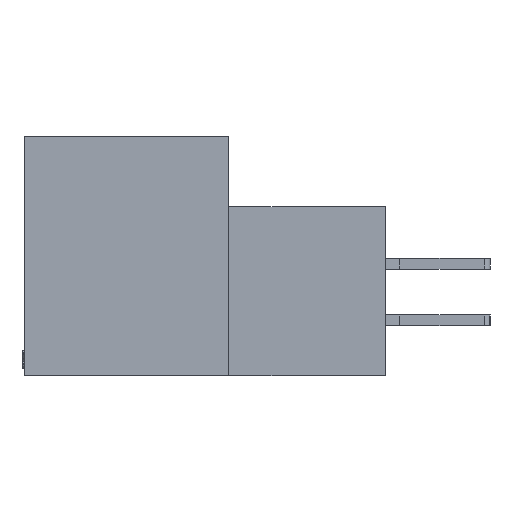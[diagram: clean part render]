
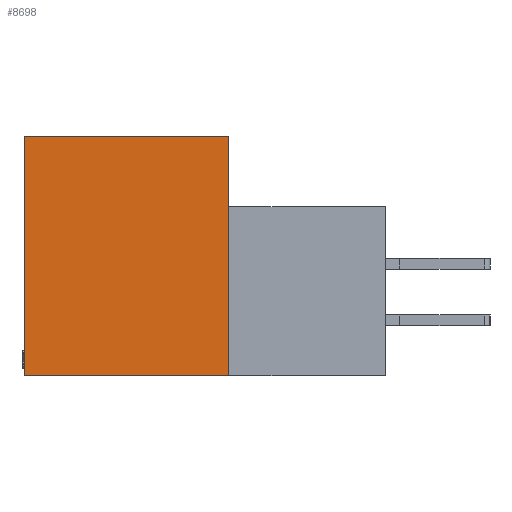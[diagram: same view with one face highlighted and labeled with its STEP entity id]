
A CAD part, left-side view. The second image highlights one B-rep face of the part: STEP entity #8698.
In plain terms, the highlighted planar face has unit normal (-1, 0, 0).
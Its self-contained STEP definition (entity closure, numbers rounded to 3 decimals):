
#1554 = VERTEX_POINT ( 'NONE', #20605 ) ;
#2085 = DIRECTION ( 'NONE',  ( 0., 0., 1. ) ) ;
#2903 = EDGE_CURVE ( 'NONE', #21903, #1554, #19723, .T. ) ;
#3711 = CARTESIAN_POINT ( 'NONE',  ( 0., 11.506, 0. ) ) ;
#5839 = CARTESIAN_POINT ( 'NONE',  ( 0., 11.506, -13.487 ) ) ;
#6488 = DIRECTION ( 'NONE',  ( 1., 0., 0. ) ) ;
#7407 = DIRECTION ( 'NONE',  ( 0., 0., -1. ) ) ;
#8698 = ADVANCED_FACE ( 'NONE', ( #14905 ), #17459, .F. ) ;
#8847 = DIRECTION ( 'NONE',  ( 0., 1., 0. ) ) ;
#9184 = CARTESIAN_POINT ( 'NONE',  ( 0., 0., -13.487 ) ) ;
#9289 = AXIS2_PLACEMENT_3D ( 'NONE', #19613, #6488, #21320 ) ;
#9529 = LINE ( 'NONE', #5839, #15026 ) ;
#9687 = CARTESIAN_POINT ( 'NONE',  ( 0., 0., 0. ) ) ;
#9936 = ORIENTED_EDGE ( 'NONE', *, *, #15403, .F. ) ;
#10843 = LINE ( 'NONE', #3711, #19794 ) ;
#11320 = VECTOR ( 'NONE', #7407, 1000. ) ;
#11847 = EDGE_CURVE ( 'NONE', #1554, #20298, #9529, .T. ) ;
#11875 = ORIENTED_EDGE ( 'NONE', *, *, #2903, .F. ) ;
#12717 = ORIENTED_EDGE ( 'NONE', *, *, #11847, .F. ) ;
#14898 = ORIENTED_EDGE ( 'NONE', *, *, #20468, .F. ) ;
#14905 = FACE_OUTER_BOUND ( 'NONE', #21009, .T. ) ;
#15026 = VECTOR ( 'NONE', #2085, 1000. ) ;
#15403 = EDGE_CURVE ( 'NONE', #20298, #23245, #10843, .T. ) ;
#16565 = DIRECTION ( 'NONE',  ( 0., -1., 0. ) ) ;
#17459 = PLANE ( 'NONE',  #9289 ) ;
#19613 = CARTESIAN_POINT ( 'NONE',  ( 0., 0., 0. ) ) ;
#19723 = LINE ( 'NONE', #21768, #21171 ) ;
#19794 = VECTOR ( 'NONE', #16565, 1000. ) ;
#20298 = VERTEX_POINT ( 'NONE', #23193 ) ;
#20468 = EDGE_CURVE ( 'NONE', #23245, #21903, #23476, .T. ) ;
#20605 = CARTESIAN_POINT ( 'NONE',  ( 0., 11.506, -13.487 ) ) ;
#21009 = EDGE_LOOP ( 'NONE', ( #11875, #14898, #9936, #12717 ) ) ;
#21171 = VECTOR ( 'NONE', #8847, 1000. ) ;
#21320 = DIRECTION ( 'NONE',  ( 0., 0., -1. ) ) ;
#21468 = CARTESIAN_POINT ( 'NONE',  ( 0., 0., 0. ) ) ;
#21768 = CARTESIAN_POINT ( 'NONE',  ( 0., -8.814, -13.487 ) ) ;
#21903 = VERTEX_POINT ( 'NONE', #9184 ) ;
#23193 = CARTESIAN_POINT ( 'NONE',  ( 0., 11.506, 0. ) ) ;
#23245 = VERTEX_POINT ( 'NONE', #9687 ) ;
#23476 = LINE ( 'NONE', #21468, #11320 ) ;
